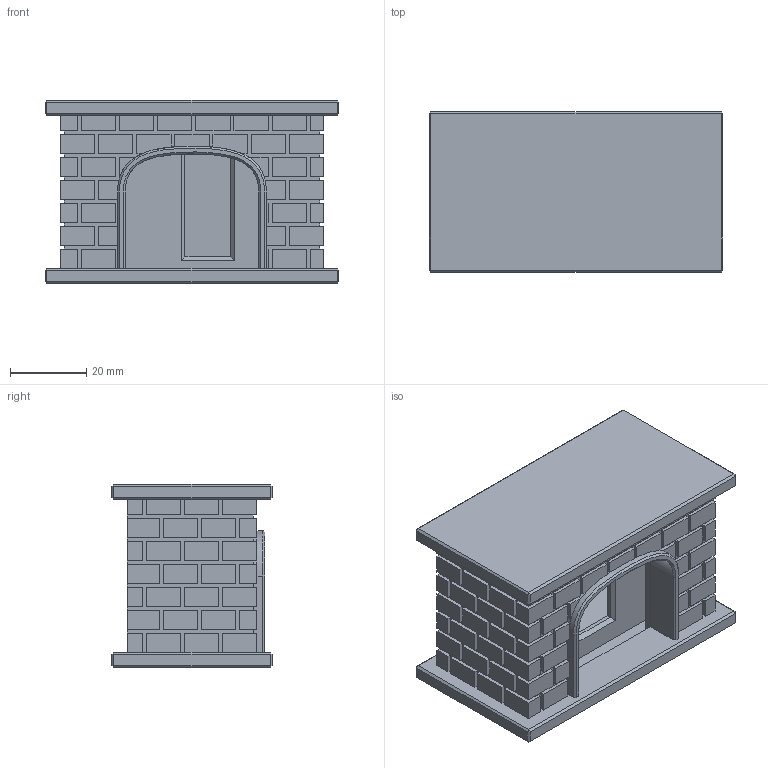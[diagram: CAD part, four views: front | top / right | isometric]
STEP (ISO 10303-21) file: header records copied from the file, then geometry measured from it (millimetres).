
FILE_DESCRIPTION(/* description */ ('','CAx-IF Rec.Pracs.---Representation and Presentation of Product Manufacturing Information (PMI)---4.0---2014-10-13'),/* implementation_level */ '2;1');
FILE_NAME(/* name */ 'Little Fireplace v24.step',/* time_stamp */ '2025-01-04T21:04:32-05:00',/* author */ (''),/* organization */ (''),/* preprocessor_version */ 'ST-DEVELOPER v20',/* originating_system */ 'Autodesk Translation Framework v13.20.0.188',/* authorisation */ '');
FILE_SCHEMA (('AP242_MANAGED_MODEL_BASED_3D_ENGINEERING_MIM_LF { 1 0 10303 442 1 1 4 }'));
Length unit declared in the file: millimetre
Products named in the file (3): Little Fireplace; Little Fireplace_1; Little Fireplace Lid
Assembly tree (2 placements, depth 3):
  Little Fireplace
    Little Fireplace_1
      Little Fireplace Lid
Bounding box: 77 x 42 x 48 mm (x, y, z)
Volume: 41209.5 mm3; surface area: 38699.8 mm2
Topology: 2 solids, 2 shells, 564 faces, 1504 edges, 975 vertices
Faces by surface type: plane 545, bspline 11, cone 4, cylinder 4
Entity records: 17576 total; most frequent: CARTESIAN_POINT 3550, ORIENTED_EDGE 3008, DIRECTION 2604, EDGE_CURVE 1504, LINE 1464, VECTOR 1464, VERTEX_POINT 975, EDGE_LOOP 599
